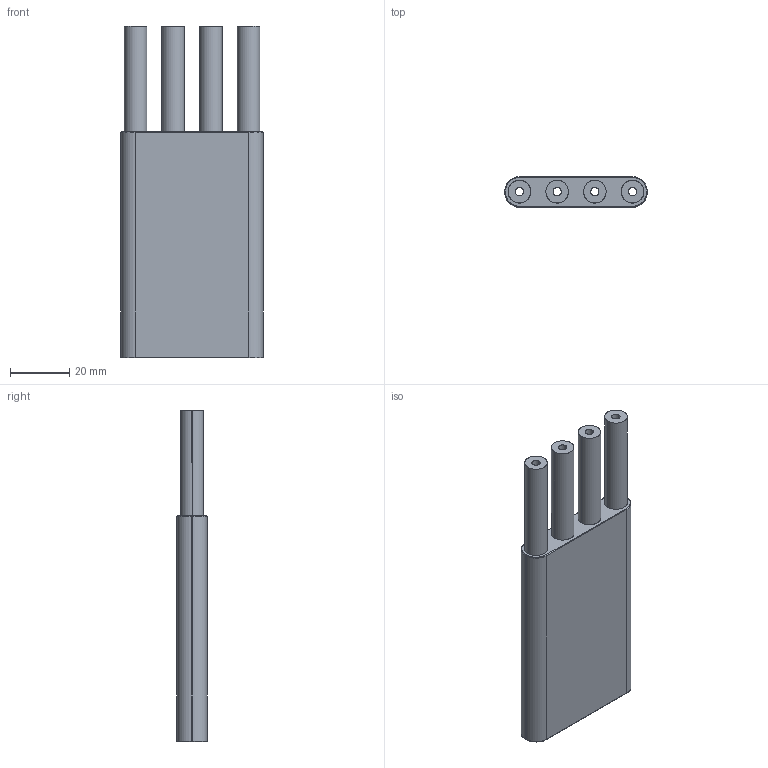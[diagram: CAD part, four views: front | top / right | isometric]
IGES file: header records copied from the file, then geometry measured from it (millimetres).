
Start section: SolidWorks IGES file using analytic representation for surfaces
Global section: file name: NUBB4-1FOE3.IGS; native system: SolidWorks 2013; preprocessor: SolidWorks 2013; author: owner; date: 140909.103104; units: inch
Bounding box: 47.93 x 10.16 x 111.76 mm (x, y, z)
Surface area: 20636.2 mm2 (no closed solid volume)
Topology: 0 solids, 0 shells, 63 faces, 880 edges, 880 vertices
Faces by surface type: revolution 36, bspline 27
